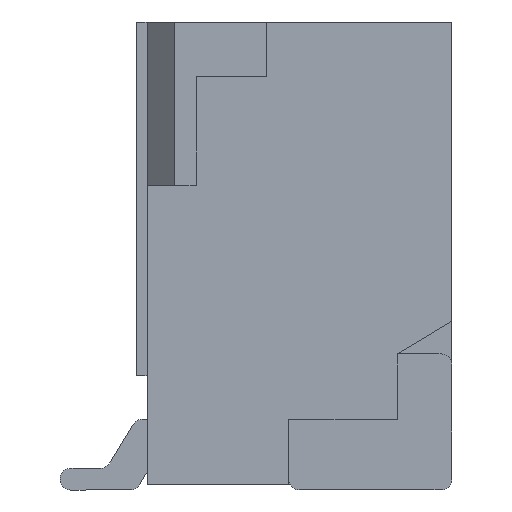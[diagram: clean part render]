
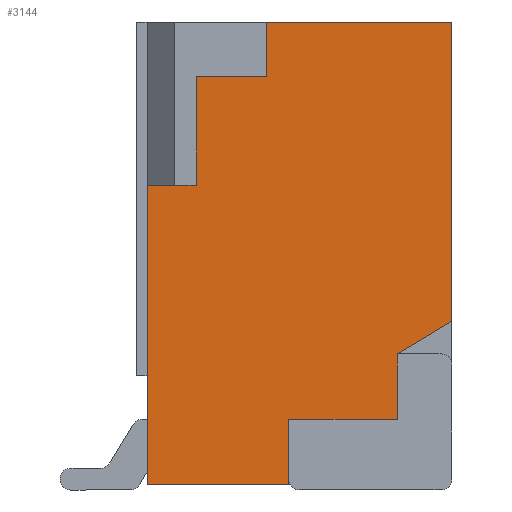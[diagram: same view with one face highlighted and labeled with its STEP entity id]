
A CAD part, left-side view. The second image highlights one B-rep face of the part: STEP entity #3144.
In plain terms, the highlighted planar face has unit normal (-1, 0, 0).
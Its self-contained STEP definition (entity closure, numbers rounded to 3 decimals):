
#3144=ADVANCED_FACE('',(#7204),#7206,.T.);
#7204=FACE_BOUND('',#7205,.T.);
#7205=EDGE_LOOP('',(#10522,#10523,#10524,#10525,#10526,#10527,#10528,#10529,#10530,
#10531,#10532,#10533));
#7206=PLANE('',#7207);
#7207=AXIS2_PLACEMENT_3D('',#7208,#7209,#7210);
#7208=CARTESIAN_POINT('',(-1.5,0.,0.));
#7209=DIRECTION('',(-1.,0.,0.));
#7210=DIRECTION('',(0.,0.,1.));
#10522=ORIENTED_EDGE('',*,*,#12712,.T.);
#10523=ORIENTED_EDGE('',*,*,#12713,.T.);
#10524=ORIENTED_EDGE('',*,*,#12714,.T.);
#10525=ORIENTED_EDGE('',*,*,#12715,.T.);
#10526=ORIENTED_EDGE('',*,*,#12716,.T.);
#10527=ORIENTED_EDGE('',*,*,#12591,.T.);
#10528=ORIENTED_EDGE('',*,*,#12711,.T.);
#10529=ORIENTED_EDGE('',*,*,#12717,.T.);
#10530=ORIENTED_EDGE('',*,*,#12718,.T.);
#10531=ORIENTED_EDGE('',*,*,#12719,.T.);
#10532=ORIENTED_EDGE('',*,*,#12687,.T.);
#10533=ORIENTED_EDGE('',*,*,#12720,.T.);
#12591=EDGE_CURVE('',#14732,#14730,#14733,.T.);
#12687=EDGE_CURVE('',#14923,#14921,#14924,.T.);
#12711=EDGE_CURVE('',#14730,#14961,#14963,.F.);
#12712=EDGE_CURVE('',#14964,#14965,#14966,.F.);
#12713=EDGE_CURVE('',#14965,#14967,#14968,.F.);
#12714=EDGE_CURVE('',#14967,#14969,#14970,.F.);
#12715=EDGE_CURVE('',#14969,#14971,#14972,.F.);
#12716=EDGE_CURVE('',#14971,#14732,#14973,.T.);
#12717=EDGE_CURVE('',#14961,#14974,#14975,.F.);
#12718=EDGE_CURVE('',#14974,#14976,#14977,.F.);
#12719=EDGE_CURVE('',#14976,#14923,#14978,.F.);
#12720=EDGE_CURVE('',#14921,#14964,#14979,.T.);
#14730=VERTEX_POINT('',#19243);
#14732=VERTEX_POINT('',#19247);
#14733=LINE('',#19248,#19249);
#14921=VERTEX_POINT('',#19626);
#14923=VERTEX_POINT('',#19630);
#14924=LINE('',#19631,#19632);
#14961=VERTEX_POINT('',#19714);
#14963=LINE('',#19718,#19719);
#14964=VERTEX_POINT('',#19721);
#14965=VERTEX_POINT('',#19722);
#14966=LINE('',#19723,#19724);
#14967=VERTEX_POINT('',#19726);
#14968=LINE('',#19727,#19728);
#14969=VERTEX_POINT('',#19730);
#14970=LINE('',#19731,#19732);
#14971=VERTEX_POINT('',#19734);
#14972=LINE('',#19735,#19736);
#14973=LINE('',#19738,#19739);
#14974=VERTEX_POINT('',#19741);
#14975=LINE('',#19742,#19743);
#14976=VERTEX_POINT('',#19745);
#14977=LINE('',#19746,#19747);
#14978=LINE('',#19749,#19750);
#14979=LINE('',#19752,#19753);
#19243=CARTESIAN_POINT('',(-1.5,-1.2,4.25));
#19247=CARTESIAN_POINT('',(-1.5,-2.9,4.25));
#19248=CARTESIAN_POINT('',(-1.5,-2.9,4.25));
#19249=VECTOR('',#19250,1.);
#19250=DIRECTION('',(0.,1.,0.));
#19626=CARTESIAN_POINT('',(-1.5,-0.1,0.));
#19630=CARTESIAN_POINT('',(-1.5,-0.1,2.75));
#19631=CARTESIAN_POINT('',(-1.5,-0.1,2.75));
#19632=VECTOR('',#19633,1.);
#19633=DIRECTION('',(0.,0.,-1.));
#19714=CARTESIAN_POINT('',(-1.5,-1.2,3.75));
#19718=CARTESIAN_POINT('',(-1.5,-1.2,3.75));
#19719=VECTOR('',#19720,1.);
#19720=DIRECTION('',(0.,0.,1.));
#19721=CARTESIAN_POINT('',(-1.5,-1.4,0.));
#19722=CARTESIAN_POINT('',(-1.5,-1.4,0.6));
#19723=CARTESIAN_POINT('',(-1.5,-1.4,0.6));
#19724=VECTOR('',#19725,1.);
#19725=DIRECTION('',(0.,0.,-1.));
#19726=CARTESIAN_POINT('',(-1.5,-2.4,0.6));
#19727=CARTESIAN_POINT('',(-1.5,-2.4,0.6));
#19728=VECTOR('',#19729,1.);
#19729=DIRECTION('',(0.,1.,0.));
#19730=CARTESIAN_POINT('',(-1.5,-2.4,1.2));
#19731=CARTESIAN_POINT('',(-1.5,-2.4,1.2));
#19732=VECTOR('',#19733,1.);
#19733=DIRECTION('',(0.,0.,-1.));
#19734=CARTESIAN_POINT('',(-1.5,-2.9,1.5));
#19735=CARTESIAN_POINT('',(-1.5,-2.9,1.5));
#19736=VECTOR('',#19737,1.);
#19737=DIRECTION('',(0.,0.857,-0.514));
#19738=CARTESIAN_POINT('',(-1.5,-2.9,1.5));
#19739=VECTOR('',#19740,1.);
#19740=DIRECTION('',(0.,0.,1.));
#19741=CARTESIAN_POINT('',(-1.5,-0.55,3.75));
#19742=CARTESIAN_POINT('',(-1.5,-0.55,3.75));
#19743=VECTOR('',#19744,1.);
#19744=DIRECTION('',(0.,-1.,0.));
#19745=CARTESIAN_POINT('',(-1.5,-0.55,2.75));
#19746=CARTESIAN_POINT('',(-1.5,-0.55,2.75));
#19747=VECTOR('',#19748,1.);
#19748=DIRECTION('',(0.,0.,1.));
#19749=CARTESIAN_POINT('',(-1.5,-0.1,2.75));
#19750=VECTOR('',#19751,1.);
#19751=DIRECTION('',(0.,-1.,0.));
#19752=CARTESIAN_POINT('',(-1.5,-0.1,0.));
#19753=VECTOR('',#19754,1.);
#19754=DIRECTION('',(0.,-1.,0.));
